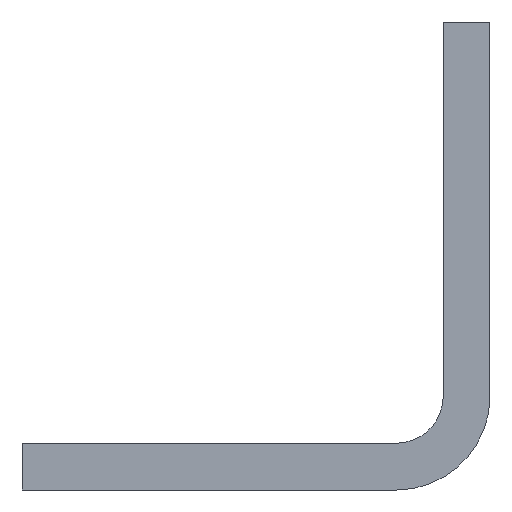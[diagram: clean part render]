
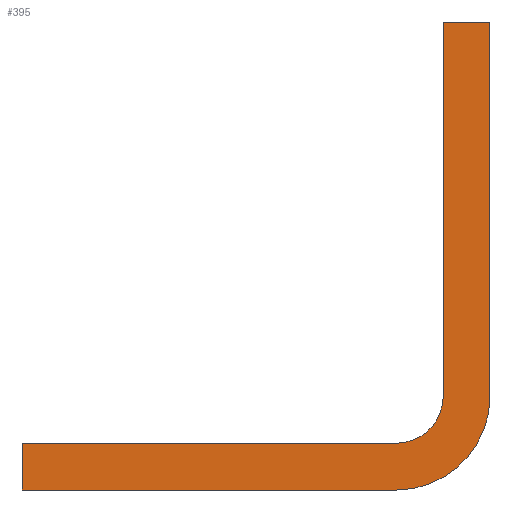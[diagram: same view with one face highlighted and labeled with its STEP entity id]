
A CAD part, left-side view. The second image highlights one B-rep face of the part: STEP entity #395.
In plain terms, the highlighted planar face has unit normal (-1, 0, 0).
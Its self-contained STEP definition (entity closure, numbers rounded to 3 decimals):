
#33=PLANE('',#447);
#47=FACE_OUTER_BOUND('',#68,.T.);
#68=EDGE_LOOP('',(#290,#291,#292,#293,#294,#295,#296,#297));
#107=LINE('',#627,#138);
#108=LINE('',#629,#139);
#109=LINE('',#631,#140);
#110=LINE('',#635,#141);
#111=LINE('',#637,#142);
#112=LINE('',#638,#143);
#138=VECTOR('',#512,10.);
#139=VECTOR('',#513,10.);
#140=VECTOR('',#514,10.);
#141=VECTOR('',#517,10.);
#142=VECTOR('',#518,10.);
#143=VECTOR('',#519,10.);
#173=CIRCLE('',#448,4.);
#174=CIRCLE('',#449,2.);
#195=VERTEX_POINT('',#623);
#196=VERTEX_POINT('',#624);
#197=VERTEX_POINT('',#626);
#198=VERTEX_POINT('',#628);
#199=VERTEX_POINT('',#630);
#200=VERTEX_POINT('',#632);
#201=VERTEX_POINT('',#634);
#202=VERTEX_POINT('',#636);
#233=EDGE_CURVE('',#195,#196,#173,.T.);
#234=EDGE_CURVE('',#197,#195,#107,.T.);
#235=EDGE_CURVE('',#198,#197,#108,.T.);
#236=EDGE_CURVE('',#199,#198,#109,.T.);
#237=EDGE_CURVE('',#200,#199,#174,.T.);
#238=EDGE_CURVE('',#201,#200,#110,.T.);
#239=EDGE_CURVE('',#202,#201,#111,.T.);
#240=EDGE_CURVE('',#196,#202,#112,.T.);
#290=ORIENTED_EDGE('',*,*,#233,.F.);
#291=ORIENTED_EDGE('',*,*,#234,.F.);
#292=ORIENTED_EDGE('',*,*,#235,.F.);
#293=ORIENTED_EDGE('',*,*,#236,.F.);
#294=ORIENTED_EDGE('',*,*,#237,.F.);
#295=ORIENTED_EDGE('',*,*,#238,.F.);
#296=ORIENTED_EDGE('',*,*,#239,.F.);
#297=ORIENTED_EDGE('',*,*,#240,.F.);
#395=ADVANCED_FACE('',(#47),#33,.F.);
#447=AXIS2_PLACEMENT_3D('',#622,#508,#509);
#448=AXIS2_PLACEMENT_3D('',#625,#510,#511);
#449=AXIS2_PLACEMENT_3D('',#633,#515,#516);
#508=DIRECTION('center_axis',(1.,0.,0.));
#509=DIRECTION('ref_axis',(0.,1.,0.));
#510=DIRECTION('center_axis',(1.,0.,0.));
#511=DIRECTION('ref_axis',(0.,0.,-1.));
#512=DIRECTION('',(0.,0.,-1.));
#513=DIRECTION('',(0.,-1.,0.));
#514=DIRECTION('',(0.,0.,1.));
#515=DIRECTION('center_axis',(-1.,0.,0.));
#516=DIRECTION('ref_axis',(0.,0.,-1.));
#517=DIRECTION('',(0.,-1.,0.));
#518=DIRECTION('',(0.,0.,1.));
#519=DIRECTION('',(0.,1.,0.));
#622=CARTESIAN_POINT('Origin',(20.,0.,0.));
#623=CARTESIAN_POINT('',(20.,0.,4.));
#624=CARTESIAN_POINT('',(20.,4.,0.));
#625=CARTESIAN_POINT('Origin',(20.,4.,4.));
#626=CARTESIAN_POINT('',(20.,0.,20.));
#627=CARTESIAN_POINT('',(20.,0.,4.869));
#628=CARTESIAN_POINT('',(20.,2.,20.));
#629=CARTESIAN_POINT('',(20.,1.,20.));
#630=CARTESIAN_POINT('',(20.,2.,4.));
#631=CARTESIAN_POINT('',(20.,2.,4.869));
#632=CARTESIAN_POINT('',(20.,4.,2.));
#633=CARTESIAN_POINT('Origin',(20.,4.,4.));
#634=CARTESIAN_POINT('',(20.,20.,2.));
#635=CARTESIAN_POINT('',(20.,5.,2.));
#636=CARTESIAN_POINT('',(20.,20.,0.));
#637=CARTESIAN_POINT('',(20.,20.,0.));
#638=CARTESIAN_POINT('',(20.,5.,0.));
